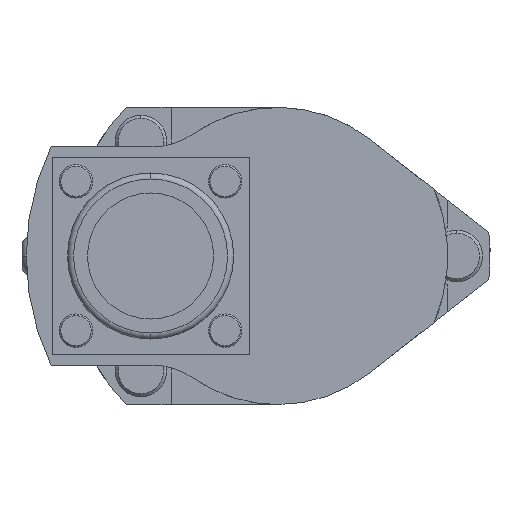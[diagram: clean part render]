
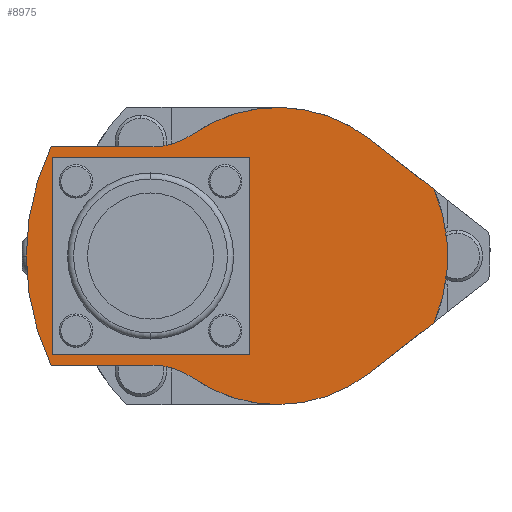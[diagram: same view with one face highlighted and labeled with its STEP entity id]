
A CAD part, left-side view. The second image highlights one B-rep face of the part: STEP entity #8975.
In plain terms, the highlighted planar face has unit normal (-1, 0, 0).
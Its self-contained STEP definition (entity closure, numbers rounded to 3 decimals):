
#22 = CARTESIAN_POINT ( 'NONE',  ( -336., 16.621, 18. ) ) ;
#65 = ORIENTED_EDGE ( 'NONE', *, *, #7440, .T. ) ;
#92 = DIRECTION ( 'NONE',  ( 0., 0.788, 0.616 ) ) ;
#194 = EDGE_CURVE ( 'NONE', #8672, #7506, #7042, .T. ) ;
#236 = DIRECTION ( 'NONE',  ( 0., 0., 1. ) ) ;
#336 = ORIENTED_EDGE ( 'NONE', *, *, #798, .T. ) ;
#345 = DIRECTION ( 'NONE',  ( 0., 0., 1. ) ) ;
#423 = DIRECTION ( 'NONE',  ( 0., 0., 1. ) ) ;
#477 = EDGE_CURVE ( 'NONE', #4144, #2252, #1185, .T. ) ;
#606 = DIRECTION ( 'NONE',  ( 0., 0., 1. ) ) ;
#722 = VERTEX_POINT ( 'NONE', #7967 ) ;
#798 = EDGE_CURVE ( 'NONE', #5341, #910, #7827, .T. ) ;
#857 = CIRCLE ( 'NONE', #4365, 24.5 ) ;
#910 = VERTEX_POINT ( 'NONE', #8331 ) ;
#936 = CARTESIAN_POINT ( 'NONE',  ( -336., -25.766, 10.961 ) ) ;
#983 = ORIENTED_EDGE ( 'NONE', *, *, #9247, .T. ) ;
#1156 = DIRECTION ( 'NONE',  ( 1., 0., 0. ) ) ;
#1172 = VECTOR ( 'NONE', #5009, 1000. ) ;
#1185 = CIRCLE ( 'NONE', #6283, 41.5 ) ;
#1348 = CARTESIAN_POINT ( 'NONE',  ( -336., 0., 0. ) ) ;
#1374 = DIRECTION ( 'NONE',  ( -1., 0., 0. ) ) ;
#1426 = CARTESIAN_POINT ( 'NONE',  ( -336., 13.955, 20.137 ) ) ;
#1614 = EDGE_CURVE ( 'NONE', #3835, #6943, #8173, .T. ) ;
#1728 = EDGE_CURVE ( 'NONE', #722, #1756, #6799, .T. ) ;
#1756 = VERTEX_POINT ( 'NONE', #5606 ) ;
#1908 = VERTEX_POINT ( 'NONE', #6181 ) ;
#2252 = VERTEX_POINT ( 'NONE', #7839 ) ;
#2322 = ORIENTED_EDGE ( 'NONE', *, *, #6674, .T. ) ;
#2431 = DIRECTION ( 'NONE',  ( -1., 0., 0. ) ) ;
#2809 = AXIS2_PLACEMENT_3D ( 'NONE', #9203, #4878, #606 ) ;
#2876 = CARTESIAN_POINT ( 'NONE',  ( -336., -15.084, 19.306 ) ) ;
#2976 = DIRECTION ( 'NONE',  ( 0., -1., 0. ) ) ;
#2979 = CARTESIAN_POINT ( 'NONE',  ( -336., -15.084, -19.306 ) ) ;
#3184 = VECTOR ( 'NONE', #92, 1000. ) ;
#3218 = DIRECTION ( 'NONE',  ( -1., 0., 0. ) ) ;
#3491 = ORIENTED_EDGE ( 'NONE', *, *, #1728, .T. ) ;
#3532 = AXIS2_PLACEMENT_3D ( 'NONE', #7535, #3218, #8259 ) ;
#3721 = ORIENTED_EDGE ( 'NONE', *, *, #7150, .T. ) ;
#3761 = ORIENTED_EDGE ( 'NONE', *, *, #477, .T. ) ;
#3835 = VERTEX_POINT ( 'NONE', #1426 ) ;
#3871 = CARTESIAN_POINT ( 'NONE',  ( -336., 37.393, 18. ) ) ;
#3996 = AXIS2_PLACEMENT_3D ( 'NONE', #8836, #4505, #236 ) ;
#4062 = CARTESIAN_POINT ( 'NONE',  ( -336., 0., -24.5 ) ) ;
#4144 = VERTEX_POINT ( 'NONE', #3871 ) ;
#4210 = PLANE ( 'NONE',  #6093 ) ;
#4321 = CARTESIAN_POINT ( 'NONE',  ( -336., -25.766, 10.961 ) ) ;
#4365 = AXIS2_PLACEMENT_3D ( 'NONE', #8947, #4614, #345 ) ;
#4461 = EDGE_CURVE ( 'NONE', #910, #1908, #6607, .T. ) ;
#4505 = DIRECTION ( 'NONE',  ( -1., 0., 0. ) ) ;
#4614 = DIRECTION ( 'NONE',  ( -1., 0., 0. ) ) ;
#4646 = ORIENTED_EDGE ( 'NONE', *, *, #7282, .T. ) ;
#4692 = DIRECTION ( 'NONE',  ( -1., 0., 0. ) ) ;
#4823 = ORIENTED_EDGE ( 'NONE', *, *, #194, .T. ) ;
#4878 = DIRECTION ( 'NONE',  ( 1., 0., 0. ) ) ;
#4917 = VECTOR ( 'NONE', #8040, 1000. ) ;
#4947 = ORIENTED_EDGE ( 'NONE', *, *, #1614, .T. ) ;
#5009 = DIRECTION ( 'NONE',  ( 0., 1., 0. ) ) ;
#5341 = VERTEX_POINT ( 'NONE', #4062 ) ;
#5435 = CARTESIAN_POINT ( 'NONE',  ( -336., 20.791, 30. ) ) ;
#5606 = CARTESIAN_POINT ( 'NONE',  ( -336., 13.955, -20.137 ) ) ;
#6093 = AXIS2_PLACEMENT_3D ( 'NONE', #1348, #1374, #6389 ) ;
#6149 = DIRECTION ( 'NONE',  ( 0., 0., 1. ) ) ;
#6181 = CARTESIAN_POINT ( 'NONE',  ( -336., -25.766, -10.961 ) ) ;
#6283 = AXIS2_PLACEMENT_3D ( 'NONE', #9015, #4692, #423 ) ;
#6341 = CARTESIAN_POINT ( 'NONE',  ( -336., 20.791, 18. ) ) ;
#6345 = AXIS2_PLACEMENT_3D ( 'NONE', #6753, #2431, #7492 ) ;
#6389 = DIRECTION ( 'NONE',  ( 0., 0., 1. ) ) ;
#6607 = LINE ( 'NONE', #2979, #4917 ) ;
#6674 = EDGE_CURVE ( 'NONE', #1908, #8672, #7482, .T. ) ;
#6753 = CARTESIAN_POINT ( 'NONE',  ( -336., 0., 0. ) ) ;
#6799 = CIRCLE ( 'NONE', #2809, 12. ) ;
#6943 = VERTEX_POINT ( 'NONE', #6341 ) ;
#7042 = LINE ( 'NONE', #4321, #3184 ) ;
#7104 = CIRCLE ( 'NONE', #3996, 24.5 ) ;
#7150 = EDGE_CURVE ( 'NONE', #2252, #722, #7944, .T. ) ;
#7282 = EDGE_CURVE ( 'NONE', #1756, #5341, #857, .T. ) ;
#7340 = AXIS2_PLACEMENT_3D ( 'NONE', #5435, #1156, #6149 ) ;
#7344 = ORIENTED_EDGE ( 'NONE', *, *, #4461, .T. ) ;
#7437 = FACE_OUTER_BOUND ( 'NONE', #7502, .T. ) ;
#7440 = EDGE_CURVE ( 'NONE', #6943, #4144, #9028, .T. ) ;
#7482 = CIRCLE ( 'NONE', #6345, 28. ) ;
#7492 = DIRECTION ( 'NONE',  ( 0., 0., 1. ) ) ;
#7502 = EDGE_LOOP ( 'NONE', ( #2322, #4823, #983, #4947, #65, #3761, #3721, #3491, #4646, #336, #7344 ) ) ;
#7506 = VERTEX_POINT ( 'NONE', #2876 ) ;
#7535 = CARTESIAN_POINT ( 'NONE',  ( -336., 0., 0. ) ) ;
#7709 = VECTOR ( 'NONE', #2976, 1000. ) ;
#7827 = CIRCLE ( 'NONE', #3532, 24.5 ) ;
#7839 = CARTESIAN_POINT ( 'NONE',  ( -336., 37.393, -18. ) ) ;
#7944 = LINE ( 'NONE', #8038, #7709 ) ;
#7967 = CARTESIAN_POINT ( 'NONE',  ( -336., 20.791, -18. ) ) ;
#8038 = CARTESIAN_POINT ( 'NONE',  ( -336., 37.393, -18. ) ) ;
#8040 = DIRECTION ( 'NONE',  ( 0., -0.788, 0.616 ) ) ;
#8173 = CIRCLE ( 'NONE', #7340, 12. ) ;
#8259 = DIRECTION ( 'NONE',  ( 0., 0., 1. ) ) ;
#8331 = CARTESIAN_POINT ( 'NONE',  ( -336., -15.084, -19.306 ) ) ;
#8672 = VERTEX_POINT ( 'NONE', #936 ) ;
#8836 = CARTESIAN_POINT ( 'NONE',  ( -336., 0., 0. ) ) ;
#8947 = CARTESIAN_POINT ( 'NONE',  ( -336., 0., 0. ) ) ;
#8975 = ADVANCED_FACE ( 'NONE', ( #7437 ), #4210, .T. ) ;
#9015 = CARTESIAN_POINT ( 'NONE',  ( -336., 0., 0. ) ) ;
#9028 = LINE ( 'NONE', #22, #1172 ) ;
#9203 = CARTESIAN_POINT ( 'NONE',  ( -336., 20.791, -30. ) ) ;
#9247 = EDGE_CURVE ( 'NONE', #7506, #3835, #7104, .T. ) ;
